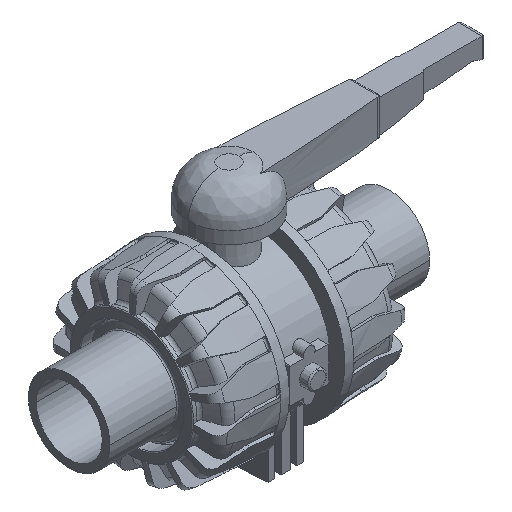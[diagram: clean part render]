
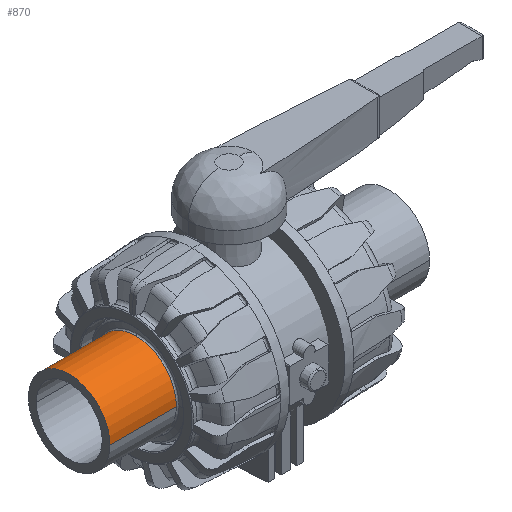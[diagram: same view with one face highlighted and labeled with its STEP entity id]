
A CAD part, isometric view. The second image highlights one B-rep face of the part: STEP entity #870.
In plain terms, the highlighted cylindrical face has radius 55 mm (diameter 110 mm), a partial arc.
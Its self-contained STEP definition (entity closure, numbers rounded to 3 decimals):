
#870=ADVANCED_FACE('',(#2397),#2398,.T.);
#2397=FACE_OUTER_BOUND('',#4698,.T.);
#2398=CYLINDRICAL_SURFACE('',#4699,55.);
#4698=EDGE_LOOP('',(#7386,#7387,#7388,#7389,#7390));
#4699=AXIS2_PLACEMENT_3D('',#7391,#7392,#7393);
#7386=ORIENTED_EDGE('',*,*,#14023,.F.);
#7387=ORIENTED_EDGE('',*,*,#14024,.T.);
#7388=ORIENTED_EDGE('',*,*,#14025,.T.);
#7389=ORIENTED_EDGE('',*,*,#14026,.F.);
#7390=ORIENTED_EDGE('',*,*,#14027,.F.);
#7391=CARTESIAN_POINT('',(-168.239,0.0,-137.0));
#7392=DIRECTION('',(1.0,0.,0.0));
#7393=DIRECTION('',(0.,-1.0,0.));
#14023=EDGE_CURVE('',#16790,#16791,#16792,.T.);
#14024=EDGE_CURVE('',#16790,#16793,#16794,.T.);
#14025=EDGE_CURVE('',#16793,#16795,#16796,.T.);
#14026=EDGE_CURVE('',#16797,#16795,#16798,.T.);
#14027=EDGE_CURVE('',#16791,#16797,#16799,.T.);
#16790=VERTEX_POINT('',#20955);
#16791=VERTEX_POINT('',#20956);
#16792=LINE('',#20957,#20958);
#16793=VERTEX_POINT('',#20959);
#16794=CIRCLE('',#20960,55.);
#16795=VERTEX_POINT('',#20961);
#16796=CIRCLE('',#20962,55.);
#16797=VERTEX_POINT('',#20963);
#16798=LINE('',#20964,#20965);
#16799=CIRCLE('',#20966,55.);
#20955=CARTESIAN_POINT('',(-125.978,-55.,-137.0));
#20956=CARTESIAN_POINT('',(-215.5,-55.,-137.0));
#20957=CARTESIAN_POINT('',(-168.239,-55.,-137.0));
#20958=VECTOR('',#32638,1.0);
#20959=CARTESIAN_POINT('',(-125.978,0.,-82.));
#20960=AXIS2_PLACEMENT_3D('',#32639,#32640,#32641);
#20961=CARTESIAN_POINT('',(-125.978,55.,-137.0));
#20962=AXIS2_PLACEMENT_3D('',#32642,#32643,#32644);
#20963=CARTESIAN_POINT('',(-215.5,55.,-137.0));
#20964=CARTESIAN_POINT('',(-168.239,55.,-137.0));
#20965=VECTOR('',#32645,1.0);
#20966=AXIS2_PLACEMENT_3D('',#32646,#32647,#32648);
#32638=DIRECTION('',(-1.0,0.,-0.0));
#32639=CARTESIAN_POINT('',(-125.978,0.0,-137.0));
#32640=DIRECTION('',(-1.0,0.,0.0));
#32641=DIRECTION('',(0.,-1.0,0.));
#32642=CARTESIAN_POINT('',(-125.978,0.0,-137.0));
#32643=DIRECTION('',(-1.0,0.,0.0));
#32644=DIRECTION('',(0.,-1.0,0.));
#32645=DIRECTION('',(1.0,0.,0.0));
#32646=CARTESIAN_POINT('',(-215.5,0.0,-137.0));
#32647=DIRECTION('',(-1.0,0.,0.0));
#32648=DIRECTION('',(0.,0.,1.0));
